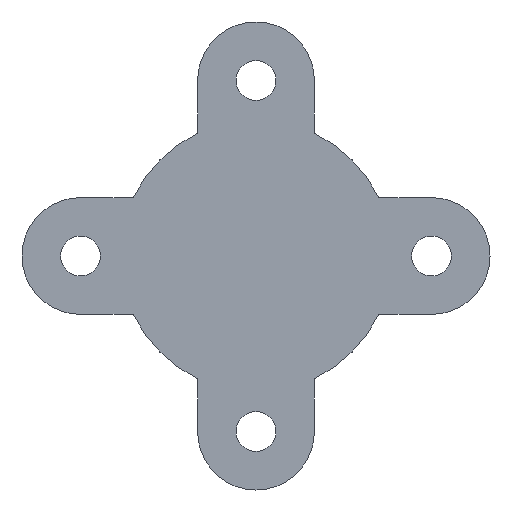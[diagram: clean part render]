
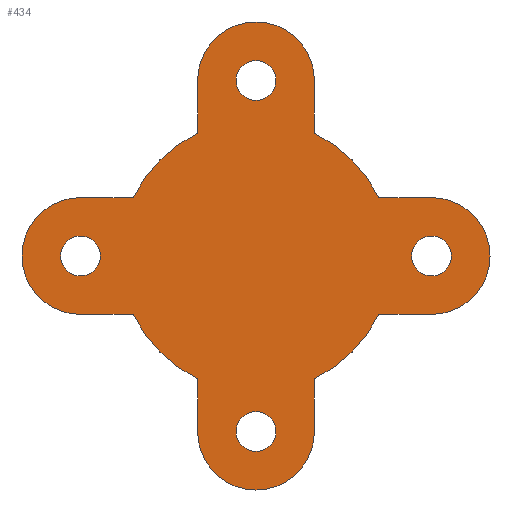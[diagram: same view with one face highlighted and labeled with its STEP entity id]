
A CAD part, front view. The second image highlights one B-rep face of the part: STEP entity #434.
In plain terms, the highlighted planar face has unit normal (0, -1, 0).
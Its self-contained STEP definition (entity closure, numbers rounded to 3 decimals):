
#19=FACE_BOUND('',#81,.T.);
#20=FACE_BOUND('',#82,.T.);
#21=FACE_BOUND('',#83,.T.);
#22=FACE_BOUND('',#84,.T.);
#32=PLANE('',#494);
#54=FACE_OUTER_BOUND('',#80,.T.);
#80=EDGE_LOOP('',(#381,#382,#383,#384,#385,#386,#387,#388,#389,#390,#391,
#392,#393,#394,#395,#396));
#81=EDGE_LOOP('',(#397));
#82=EDGE_LOOP('',(#398));
#83=EDGE_LOOP('',(#399));
#84=EDGE_LOOP('',(#400));
#105=LINE('',#709,#141);
#107=LINE('',#713,#143);
#110=LINE('',#720,#146);
#111=LINE('',#723,#147);
#114=LINE('',#730,#150);
#115=LINE('',#733,#151);
#118=LINE('',#740,#154);
#119=LINE('',#743,#155);
#141=VECTOR('',#577,10.);
#143=VECTOR('',#581,10.);
#146=VECTOR('',#590,10.);
#147=VECTOR('',#593,10.);
#150=VECTOR('',#602,10.);
#151=VECTOR('',#605,10.);
#154=VECTOR('',#614,10.);
#155=VECTOR('',#617,10.);
#157=CIRCLE('',#450,7.5);
#159=CIRCLE('',#453,7.5);
#161=CIRCLE('',#456,7.5);
#163=CIRCLE('',#459,7.5);
#173=CIRCLE('',#471,1.1);
#174=CIRCLE('',#473,1.1);
#175=CIRCLE('',#475,1.1);
#176=CIRCLE('',#477,1.1);
#177=CIRCLE('',#481,3.224);
#178=CIRCLE('',#485,3.224);
#179=CIRCLE('',#489,3.224);
#180=CIRCLE('',#493,3.224);
#181=VERTEX_POINT('',#627);
#182=VERTEX_POINT('',#628);
#185=VERTEX_POINT('',#636);
#186=VERTEX_POINT('',#637);
#189=VERTEX_POINT('',#645);
#190=VERTEX_POINT('',#646);
#193=VERTEX_POINT('',#654);
#194=VERTEX_POINT('',#655);
#209=VERTEX_POINT('',#692);
#210=VERTEX_POINT('',#696);
#211=VERTEX_POINT('',#700);
#212=VERTEX_POINT('',#704);
#213=VERTEX_POINT('',#708);
#214=VERTEX_POINT('',#712);
#215=VERTEX_POINT('',#716);
#216=VERTEX_POINT('',#722);
#217=VERTEX_POINT('',#726);
#218=VERTEX_POINT('',#732);
#219=VERTEX_POINT('',#736);
#220=VERTEX_POINT('',#742);
#221=EDGE_CURVE('',#181,#182,#157,.T.);
#225=EDGE_CURVE('',#185,#186,#159,.T.);
#229=EDGE_CURVE('',#189,#190,#161,.T.);
#233=EDGE_CURVE('',#193,#194,#163,.T.);
#254=EDGE_CURVE('',#209,#209,#173,.T.);
#256=EDGE_CURVE('',#210,#210,#174,.T.);
#258=EDGE_CURVE('',#211,#211,#175,.T.);
#260=EDGE_CURVE('',#212,#212,#176,.T.);
#261=EDGE_CURVE('',#213,#181,#105,.T.);
#263=EDGE_CURVE('',#214,#182,#107,.T.);
#265=EDGE_CURVE('',#215,#214,#177,.T.);
#267=EDGE_CURVE('',#215,#185,#110,.T.);
#268=EDGE_CURVE('',#216,#186,#111,.T.);
#270=EDGE_CURVE('',#217,#216,#178,.T.);
#272=EDGE_CURVE('',#217,#193,#114,.T.);
#273=EDGE_CURVE('',#218,#194,#115,.T.);
#275=EDGE_CURVE('',#219,#218,#179,.T.);
#277=EDGE_CURVE('',#219,#189,#118,.T.);
#278=EDGE_CURVE('',#220,#190,#119,.T.);
#280=EDGE_CURVE('',#213,#220,#180,.T.);
#381=ORIENTED_EDGE('',*,*,#263,.F.);
#382=ORIENTED_EDGE('',*,*,#265,.F.);
#383=ORIENTED_EDGE('',*,*,#267,.T.);
#384=ORIENTED_EDGE('',*,*,#225,.T.);
#385=ORIENTED_EDGE('',*,*,#268,.F.);
#386=ORIENTED_EDGE('',*,*,#270,.F.);
#387=ORIENTED_EDGE('',*,*,#272,.T.);
#388=ORIENTED_EDGE('',*,*,#233,.T.);
#389=ORIENTED_EDGE('',*,*,#273,.F.);
#390=ORIENTED_EDGE('',*,*,#275,.F.);
#391=ORIENTED_EDGE('',*,*,#277,.T.);
#392=ORIENTED_EDGE('',*,*,#229,.T.);
#393=ORIENTED_EDGE('',*,*,#278,.F.);
#394=ORIENTED_EDGE('',*,*,#280,.F.);
#395=ORIENTED_EDGE('',*,*,#261,.T.);
#396=ORIENTED_EDGE('',*,*,#221,.T.);
#397=ORIENTED_EDGE('',*,*,#260,.F.);
#398=ORIENTED_EDGE('',*,*,#258,.F.);
#399=ORIENTED_EDGE('',*,*,#256,.F.);
#400=ORIENTED_EDGE('',*,*,#254,.F.);
#434=ADVANCED_FACE('',(#54,#19,#20,#21,#22),#32,.F.);
#450=AXIS2_PLACEMENT_3D('',#629,#499,#500);
#453=AXIS2_PLACEMENT_3D('',#638,#507,#508);
#456=AXIS2_PLACEMENT_3D('',#647,#515,#516);
#459=AXIS2_PLACEMENT_3D('',#656,#523,#524);
#471=AXIS2_PLACEMENT_3D('',#694,#558,#559);
#473=AXIS2_PLACEMENT_3D('',#698,#563,#564);
#475=AXIS2_PLACEMENT_3D('',#702,#568,#569);
#477=AXIS2_PLACEMENT_3D('',#706,#573,#574);
#481=AXIS2_PLACEMENT_3D('',#717,#585,#586);
#485=AXIS2_PLACEMENT_3D('',#727,#597,#598);
#489=AXIS2_PLACEMENT_3D('',#737,#609,#610);
#493=AXIS2_PLACEMENT_3D('',#746,#621,#622);
#494=AXIS2_PLACEMENT_3D('',#747,#623,#624);
#499=DIRECTION('center_axis',(0.,-1.,0.));
#500=DIRECTION('ref_axis',(-0.903,0.,0.43));
#507=DIRECTION('center_axis',(0.,-1.,0.));
#508=DIRECTION('ref_axis',(-0.903,0.,0.43));
#515=DIRECTION('center_axis',(0.,-1.,0.));
#516=DIRECTION('ref_axis',(-0.903,0.,0.43));
#523=DIRECTION('center_axis',(0.,-1.,0.));
#524=DIRECTION('ref_axis',(-0.903,0.,0.43));
#558=DIRECTION('center_axis',(0.,-1.,0.));
#559=DIRECTION('ref_axis',(1.,0.,0.));
#563=DIRECTION('center_axis',(0.,-1.,0.));
#564=DIRECTION('ref_axis',(1.,0.,0.));
#568=DIRECTION('center_axis',(0.,-1.,0.));
#569=DIRECTION('ref_axis',(1.,0.,0.));
#573=DIRECTION('center_axis',(0.,-1.,0.));
#574=DIRECTION('ref_axis',(1.,0.,0.));
#577=DIRECTION('',(1.,0.,0.));
#581=DIRECTION('',(0.,0.,1.));
#585=DIRECTION('center_axis',(0.,1.,0.));
#586=DIRECTION('ref_axis',(1.,0.,0.));
#590=DIRECTION('',(0.,0.,1.));
#593=DIRECTION('',(-1.,0.,0.));
#597=DIRECTION('center_axis',(0.,1.,0.));
#598=DIRECTION('ref_axis',(0.,0.,1.));
#602=DIRECTION('',(-1.,0.,0.));
#605=DIRECTION('',(0.,0.,-1.));
#609=DIRECTION('center_axis',(0.,1.,0.));
#610=DIRECTION('ref_axis',(-1.,0.,0.));
#614=DIRECTION('',(0.,0.,-1.));
#617=DIRECTION('',(1.,0.,0.));
#621=DIRECTION('center_axis',(0.,1.,0.));
#622=DIRECTION('ref_axis',(0.,0.,-1.));
#623=DIRECTION('center_axis',(0.,1.,0.));
#624=DIRECTION('ref_axis',(1.,0.,0.));
#627=CARTESIAN_POINT('',(-6.772,0.,-3.224));
#628=CARTESIAN_POINT('',(-3.224,0.,-6.772));
#629=CARTESIAN_POINT('Origin',(0.,0.,0.));
#636=CARTESIAN_POINT('',(3.224,0.,-6.772));
#637=CARTESIAN_POINT('',(6.772,0.,-3.224));
#638=CARTESIAN_POINT('Origin',(0.,0.,0.));
#645=CARTESIAN_POINT('',(-3.224,0.,6.772));
#646=CARTESIAN_POINT('',(-6.772,0.,3.224));
#647=CARTESIAN_POINT('Origin',(0.,0.,0.));
#654=CARTESIAN_POINT('',(6.772,0.,3.224));
#655=CARTESIAN_POINT('',(3.224,0.,6.772));
#656=CARTESIAN_POINT('Origin',(0.,0.,0.));
#692=CARTESIAN_POINT('',(-1.1,0.,-9.696));
#694=CARTESIAN_POINT('Origin',(0.,0.,-9.696));
#696=CARTESIAN_POINT('',(-10.796,0.,0.));
#698=CARTESIAN_POINT('Origin',(-9.696,0.,0.));
#700=CARTESIAN_POINT('',(-1.1,0.,9.696));
#702=CARTESIAN_POINT('Origin',(0.,0.,9.696));
#704=CARTESIAN_POINT('',(8.596,0.,0.));
#706=CARTESIAN_POINT('Origin',(9.696,0.,0.));
#708=CARTESIAN_POINT('',(-9.696,0.,-3.224));
#709=CARTESIAN_POINT('',(-3.386,0.,-3.224));
#712=CARTESIAN_POINT('',(-3.224,0.,-9.696));
#713=CARTESIAN_POINT('',(-3.224,0.,-9.696));
#716=CARTESIAN_POINT('',(3.224,0.,-9.696));
#717=CARTESIAN_POINT('Origin',(0.,0.,-9.696));
#720=CARTESIAN_POINT('',(3.224,0.,-3.386));
#722=CARTESIAN_POINT('',(9.696,0.,-3.224));
#723=CARTESIAN_POINT('',(9.696,0.,-3.224));
#726=CARTESIAN_POINT('',(9.696,0.,3.224));
#727=CARTESIAN_POINT('Origin',(9.696,0.,0.));
#730=CARTESIAN_POINT('',(3.386,0.,3.224));
#732=CARTESIAN_POINT('',(3.224,0.,9.696));
#733=CARTESIAN_POINT('',(3.224,0.,9.696));
#736=CARTESIAN_POINT('',(-3.224,0.,9.696));
#737=CARTESIAN_POINT('Origin',(0.,0.,9.696));
#740=CARTESIAN_POINT('',(-3.224,0.,3.386));
#742=CARTESIAN_POINT('',(-9.696,0.,3.224));
#743=CARTESIAN_POINT('',(-9.696,0.,3.224));
#746=CARTESIAN_POINT('Origin',(-9.696,0.,0.));
#747=CARTESIAN_POINT('Origin',(0.,0.,0.));
